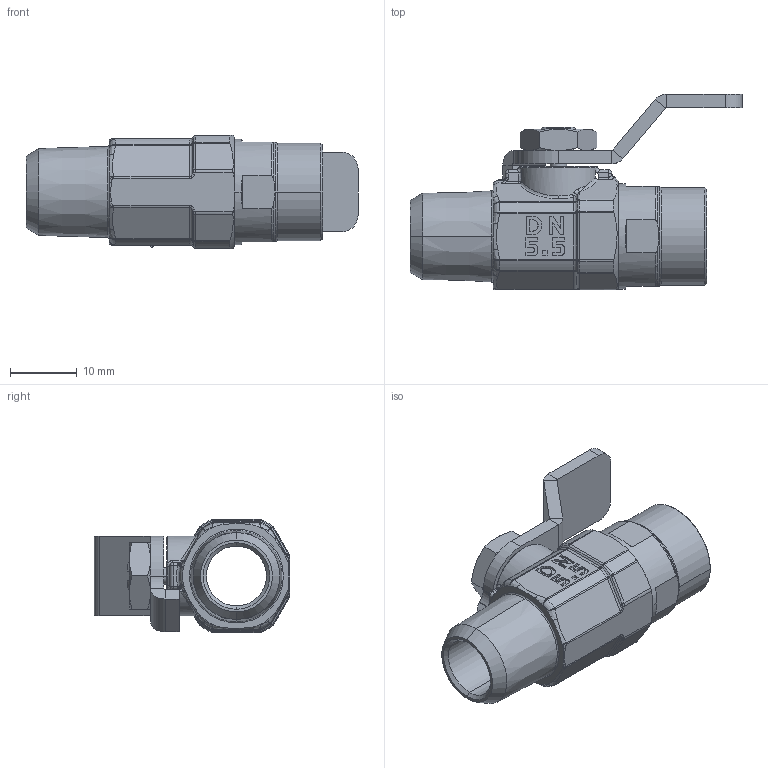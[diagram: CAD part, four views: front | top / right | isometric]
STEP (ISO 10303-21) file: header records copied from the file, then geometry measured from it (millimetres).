
FILE_DESCRIPTION (( 'STEP AP214' ), '1' );
FILE_NAME ('6631000002.STEP', '2016-07-08T06:22:15', ( 'admin' ), ( '' ), 'SwSTEP 2.0', 'SolidWorks 2016', '' );
FILE_SCHEMA (( 'AUTOMOTIVE_DESIGN' ));
Length unit declared in the file: millimetre
Products named in the file (1): 6631000002
Bounding box: 49.87 x 29.35 x 17 mm (x, y, z)
Surface area: 4736.9 mm2 (no closed solid volume)
Topology: 0 solids, 5 shells, 442 faces, 1144 edges, 678 vertices
Faces by surface type: plane 137, bspline 106, cylinder 105, cone 43, sphere 27, torus 24
Entity records: 20013 total; most frequent: CARTESIAN_POINT 5490, ORIENTED_EDGE 2113, DIRECTION 1838, EDGE_CURVE 1126, AXIS2_PLACEMENT_3D 718, VERTEX_POINT 678, EDGE_LOOP 456, UNCERTAINTY_MEASURE_WITH_UNIT 444
